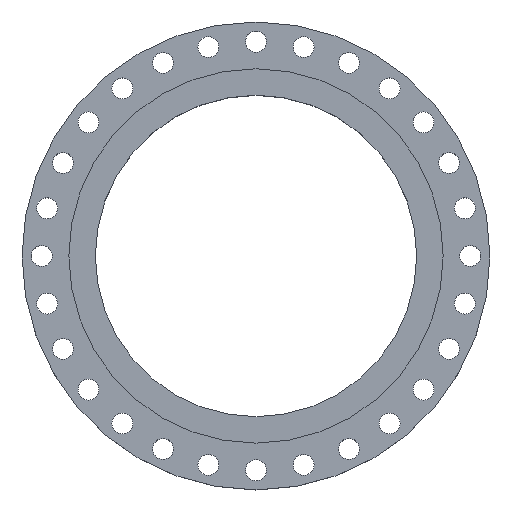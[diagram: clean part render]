
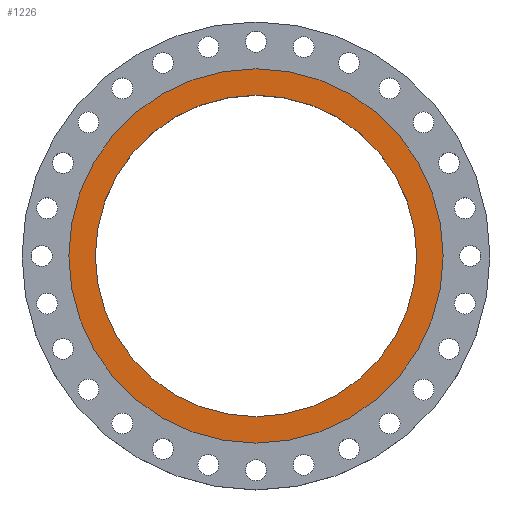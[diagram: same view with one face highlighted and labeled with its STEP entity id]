
A CAD part, top view. The second image highlights one B-rep face of the part: STEP entity #1226.
In plain terms, the highlighted planar face has unit normal (0, 0, 1).
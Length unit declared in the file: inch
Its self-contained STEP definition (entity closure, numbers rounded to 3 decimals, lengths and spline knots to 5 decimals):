
#22 = CIRCLE ( 'NONE', #146, 19. ) ;
#73 = FACE_BOUND ( 'NONE', #1120, .T. ) ;
#146 = AXIS2_PLACEMENT_3D ( 'NONE', #2267, #1237, #2256 ) ;
#254 = VERTEX_POINT ( 'NONE', #1882 ) ;
#266 = DIRECTION ( 'NONE',  ( -1., 0., 0. ) ) ;
#379 = ORIENTED_EDGE ( 'NONE', *, *, #1198, .F. ) ;
#396 = EDGE_CURVE ( 'NONE', #254, #2568, #2196, .T. ) ;
#455 = CARTESIAN_POINT ( 'NONE',  ( 0., 16.3125, 0. ) ) ;
#570 = CARTESIAN_POINT ( 'NONE',  ( 16.3125, 0., 0. ) ) ;
#576 = VERTEX_POINT ( 'NONE', #2156 ) ;
#751 = DIRECTION ( 'NONE',  ( 0., 0., 1. ) ) ;
#755 = EDGE_CURVE ( 'NONE', #1728, #576, #1609, .T. ) ;
#822 = CARTESIAN_POINT ( 'NONE',  ( 0., 0., 0. ) ) ;
#864 = PLANE ( 'NONE',  #1825 ) ;
#904 = DIRECTION ( 'NONE',  ( 1., 0., 0. ) ) ;
#1097 = ORIENTED_EDGE ( 'NONE', *, *, #1211, .T. ) ;
#1120 = EDGE_LOOP ( 'NONE', ( #2476, #379 ) ) ;
#1198 = EDGE_CURVE ( 'NONE', #576, #1728, #1861, .T. ) ;
#1211 = EDGE_CURVE ( 'NONE', #2568, #254, #22, .T. ) ;
#1226 = ADVANCED_FACE ( 'NONE', ( #73, #1261 ), #864, .F. ) ;
#1235 = ORIENTED_EDGE ( 'NONE', *, *, #396, .T. ) ;
#1237 = DIRECTION ( 'NONE',  ( 0., 0., 1. ) ) ;
#1261 = FACE_OUTER_BOUND ( 'NONE', #1406, .T. ) ;
#1406 = EDGE_LOOP ( 'NONE', ( #1235, #1097 ) ) ;
#1422 = DIRECTION ( 'NONE',  ( 0., 0., -1. ) ) ;
#1567 = DIRECTION ( 'NONE',  ( 1., 0., 0. ) ) ;
#1609 = CIRCLE ( 'NONE', #1738, 16.3125 ) ;
#1728 = VERTEX_POINT ( 'NONE', #570 ) ;
#1734 = AXIS2_PLACEMENT_3D ( 'NONE', #1744, #1854, #904 ) ;
#1738 = AXIS2_PLACEMENT_3D ( 'NONE', #822, #2426, #2208 ) ;
#1744 = CARTESIAN_POINT ( 'NONE',  ( 0., 0., 0. ) ) ;
#1825 = AXIS2_PLACEMENT_3D ( 'NONE', #455, #1422, #266 ) ;
#1854 = DIRECTION ( 'NONE',  ( 0., 0., 1. ) ) ;
#1861 = CIRCLE ( 'NONE', #2157, 16.3125 ) ;
#1882 = CARTESIAN_POINT ( 'NONE',  ( 19., 0., 0. ) ) ;
#2156 = CARTESIAN_POINT ( 'NONE',  ( -16.3125, 0., 0. ) ) ;
#2157 = AXIS2_PLACEMENT_3D ( 'NONE', #2558, #751, #1567 ) ;
#2196 = CIRCLE ( 'NONE', #1734, 19. ) ;
#2208 = DIRECTION ( 'NONE',  ( 1., 0., 0. ) ) ;
#2256 = DIRECTION ( 'NONE',  ( 1., 0., 0. ) ) ;
#2267 = CARTESIAN_POINT ( 'NONE',  ( 0., 0., 0. ) ) ;
#2309 = CARTESIAN_POINT ( 'NONE',  ( -19., 0., 0. ) ) ;
#2426 = DIRECTION ( 'NONE',  ( 0., 0., 1. ) ) ;
#2476 = ORIENTED_EDGE ( 'NONE', *, *, #755, .F. ) ;
#2558 = CARTESIAN_POINT ( 'NONE',  ( 0., 0., 0. ) ) ;
#2568 = VERTEX_POINT ( 'NONE', #2309 ) ;
